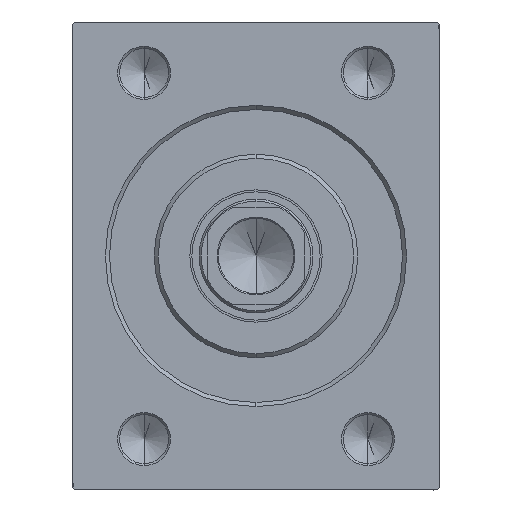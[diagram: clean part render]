
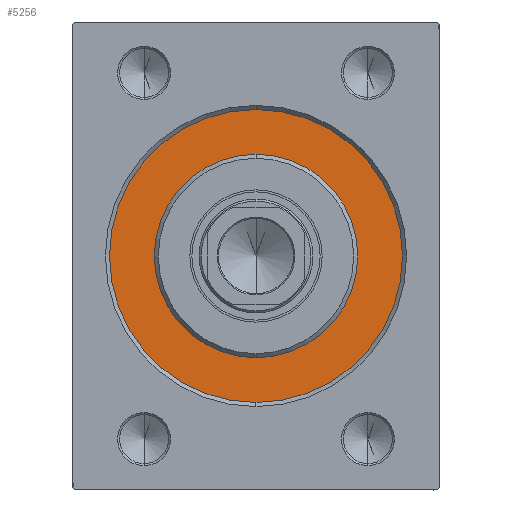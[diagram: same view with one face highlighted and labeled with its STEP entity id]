
A CAD part, left-side view. The second image highlights one B-rep face of the part: STEP entity #5256.
In plain terms, the highlighted face is planar.
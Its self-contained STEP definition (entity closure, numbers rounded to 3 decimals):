
#144 = CARTESIAN_POINT ( 'NONE',  ( 0., 0., -25. ) ) ;
#2242 = ORIENTED_EDGE ( 'NONE', *, *, #23591, .F. ) ;
#2674 = FACE_BOUND ( 'NONE', #36955, .T. ) ;
#3493 = CARTESIAN_POINT ( 'NONE',  ( 0., 0., 0. ) ) ;
#4632 = AXIS2_PLACEMENT_3D ( 'NONE', #43831, #13031, #26717 ) ;
#5256 = ADVANCED_FACE ( 'NONE', ( #2674, #16407 ), #30098, .F. ) ;
#7196 = DIRECTION ( 'NONE',  ( -1., 0., 0. ) ) ;
#9390 = DIRECTION ( 'NONE',  ( 0., 0., -1. ) ) ;
#9604 = CARTESIAN_POINT ( 'NONE',  ( 0., 0., 0. ) ) ;
#11328 = EDGE_CURVE ( 'NONE', #26665, #43545, #27007, .T. ) ;
#13031 = DIRECTION ( 'NONE',  ( -1., 0., 0. ) ) ;
#14293 = DIRECTION ( 'NONE',  ( 1., 0., 0. ) ) ;
#15408 = CIRCLE ( 'NONE', #36939, 25. ) ;
#15583 = DIRECTION ( 'NONE',  ( 0., 0., 1. ) ) ;
#16407 = FACE_OUTER_BOUND ( 'NONE', #37586, .T. ) ;
#17136 = ORIENTED_EDGE ( 'NONE', *, *, #32638, .F. ) ;
#20370 = CARTESIAN_POINT ( 'NONE',  ( 0., 0., 25. ) ) ;
#21737 = VERTEX_POINT ( 'NONE', #29041 ) ;
#22115 = CIRCLE ( 'NONE', #31457, 36. ) ;
#23591 = EDGE_CURVE ( 'NONE', #43545, #26665, #15408, .T. ) ;
#23801 = VERTEX_POINT ( 'NONE', #36050 ) ;
#25583 = AXIS2_PLACEMENT_3D ( 'NONE', #9604, #43562, #9390 ) ;
#26665 = VERTEX_POINT ( 'NONE', #20370 ) ;
#26717 = DIRECTION ( 'NONE',  ( 0., 0., 1. ) ) ;
#27007 = CIRCLE ( 'NONE', #25583, 25. ) ;
#28434 = CIRCLE ( 'NONE', #39922, 36. ) ;
#28837 = DIRECTION ( 'NONE',  ( -1., 0., 0. ) ) ;
#29041 = CARTESIAN_POINT ( 'NONE',  ( 0., 0., 36. ) ) ;
#29279 = CARTESIAN_POINT ( 'NONE',  ( 0., 0., 0. ) ) ;
#30098 = PLANE ( 'NONE',  #4632 ) ;
#31457 = AXIS2_PLACEMENT_3D ( 'NONE', #29279, #28837, #15583 ) ;
#32638 = EDGE_CURVE ( 'NONE', #23801, #21737, #28434, .T. ) ;
#36050 = CARTESIAN_POINT ( 'NONE',  ( 0., 0., -36. ) ) ;
#36270 = ORIENTED_EDGE ( 'NONE', *, *, #11328, .F. ) ;
#36939 = AXIS2_PLACEMENT_3D ( 'NONE', #3493, #14293, #37660 ) ;
#36955 = EDGE_LOOP ( 'NONE', ( #36270, #2242 ) ) ;
#37310 = DIRECTION ( 'NONE',  ( 0., 0., 1. ) ) ;
#37318 = EDGE_CURVE ( 'NONE', #21737, #23801, #22115, .T. ) ;
#37533 = CARTESIAN_POINT ( 'NONE',  ( 0., 0., 0. ) ) ;
#37586 = EDGE_LOOP ( 'NONE', ( #17136, #43838 ) ) ;
#37660 = DIRECTION ( 'NONE',  ( 0., 0., -1. ) ) ;
#39922 = AXIS2_PLACEMENT_3D ( 'NONE', #37533, #7196, #37310 ) ;
#43545 = VERTEX_POINT ( 'NONE', #144 ) ;
#43562 = DIRECTION ( 'NONE',  ( 1., 0., 0. ) ) ;
#43831 = CARTESIAN_POINT ( 'NONE',  ( 0., 0., 0. ) ) ;
#43838 = ORIENTED_EDGE ( 'NONE', *, *, #37318, .F. ) ;
